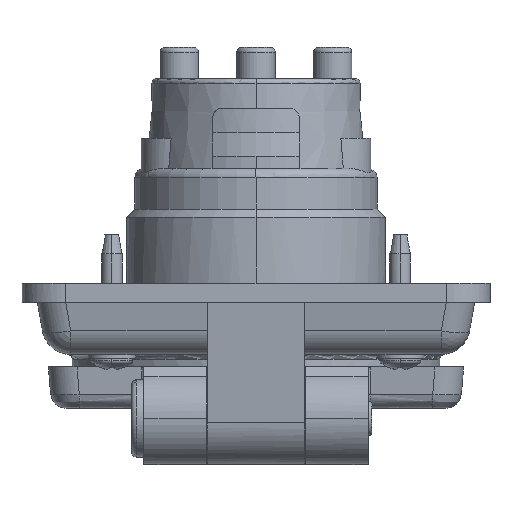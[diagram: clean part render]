
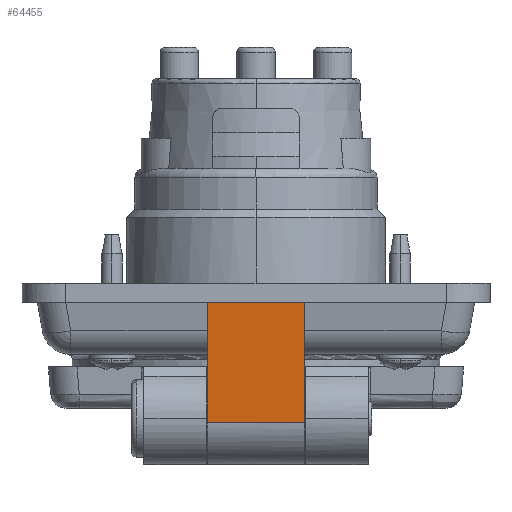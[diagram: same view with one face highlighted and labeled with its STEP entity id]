
A CAD part, front view. The second image highlights one B-rep face of the part: STEP entity #64455.
In plain terms, the highlighted planar face has unit normal (0, -0.996, -0.085).
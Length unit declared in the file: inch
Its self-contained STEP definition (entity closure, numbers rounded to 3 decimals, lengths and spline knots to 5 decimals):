
#851 = CARTESIAN_POINT ( 'NONE',  ( -0.316, -2.2815, 0.34 ) ) ;
#5308 = ORIENTED_EDGE ( 'NONE', *, *, #77691, .T. ) ;
#5498 = B_SPLINE_CURVE_WITH_KNOTS ( 'NONE', 3,
 ( #78497, #66921, #24051, #48350 ),
 .UNSPECIFIED., .F., .F.,
 ( 4, 4 ),
 ( 0., 1. ),
 .UNSPECIFIED. ) ;
#8187 = CARTESIAN_POINT ( 'NONE',  ( -0.316, -2.21466, -0.4406 ) ) ;
#12766 = CARTESIAN_POINT ( 'NONE',  ( 0.10533, -2.2815, 0.34 ) ) ;
#14064 = ORIENTED_EDGE ( 'NONE', *, *, #51562, .F. ) ;
#17451 = EDGE_CURVE ( 'NONE', #60764, #52226, #5498, .T. ) ;
#17987 = CARTESIAN_POINT ( 'NONE',  ( -0.316, -2.23694, -0.1804 ) ) ;
#21299 = ORIENTED_EDGE ( 'NONE', *, *, #44839, .T. ) ;
#22940 = CARTESIAN_POINT ( 'NONE',  ( 0.316, -2.21466, -0.4406 ) ) ;
#23329 = DIRECTION ( 'NONE',  ( 1., 0., 0. ) ) ;
#23926 = CARTESIAN_POINT ( 'NONE',  ( -0.316, -2.21466, -0.4406 ) ) ;
#24051 = CARTESIAN_POINT ( 'NONE',  ( 0.316, -2.23694, -0.1804 ) ) ;
#25890 = VERTEX_POINT ( 'NONE', #66086 ) ;
#27950 = CARTESIAN_POINT ( 'NONE',  ( 0.10533, -2.21466, -0.4406 ) ) ;
#29984 = CARTESIAN_POINT ( 'NONE',  ( 0.316, -2.21466, -0.4406 ) ) ;
#33713 = B_SPLINE_CURVE_WITH_KNOTS ( 'NONE', 3,
 ( #23926, #17987, #36273, #49013 ),
 .UNSPECIFIED., .F., .F.,
 ( 4, 4 ),
 ( 0., 1. ),
 .UNSPECIFIED. ) ;
#35341 = B_SPLINE_CURVE_WITH_KNOTS ( 'NONE', 3,
 ( #42974, #12766, #36983, #851 ),
 .UNSPECIFIED., .F., .F.,
 ( 4, 4 ),
 ( 0., 1. ),
 .UNSPECIFIED. ) ;
#36273 = CARTESIAN_POINT ( 'NONE',  ( -0.316, -2.25922, 0.0798 ) ) ;
#36983 = CARTESIAN_POINT ( 'NONE',  ( -0.10533, -2.2815, 0.34 ) ) ;
#37783 = CARTESIAN_POINT ( 'NONE',  ( 0.316, -2.2815, 0.34 ) ) ;
#39613 = AXIS2_PLACEMENT_3D ( 'NONE', #22940, #53583, #23329 ) ;
#42974 = CARTESIAN_POINT ( 'NONE',  ( 0.316, -2.2815, 0.34 ) ) ;
#43797 = CARTESIAN_POINT ( 'NONE',  ( -0.316, -2.21466, -0.4406 ) ) ;
#44839 = EDGE_CURVE ( 'NONE', #60764, #25890, #35341, .T. ) ;
#45291 = FACE_OUTER_BOUND ( 'NONE', #76773, .T. ) ;
#48218 = VERTEX_POINT ( 'NONE', #43797 ) ;
#48350 = CARTESIAN_POINT ( 'NONE',  ( 0.316, -2.21466, -0.4406 ) ) ;
#49013 = CARTESIAN_POINT ( 'NONE',  ( -0.316, -2.2815, 0.34 ) ) ;
#51562 = EDGE_CURVE ( 'NONE', #48218, #25890, #33713, .T. ) ;
#52226 = VERTEX_POINT ( 'NONE', #29984 ) ;
#53583 = DIRECTION ( 'NONE',  ( 0., -0.996, -0.085 ) ) ;
#58668 = ORIENTED_EDGE ( 'NONE', *, *, #17451, .F. ) ;
#60764 = VERTEX_POINT ( 'NONE', #37783 ) ;
#63092 = B_SPLINE_CURVE_WITH_KNOTS ( 'NONE', 3,
 ( #8187, #64169, #27950, #68477 ),
 .UNSPECIFIED., .F., .F.,
 ( 4, 4 ),
 ( 0., 1. ),
 .UNSPECIFIED. ) ;
#64169 = CARTESIAN_POINT ( 'NONE',  ( -0.10533, -2.21466, -0.4406 ) ) ;
#64455 = ADVANCED_FACE ( 'NONE', ( #45291 ), #69414, .T. ) ;
#66086 = CARTESIAN_POINT ( 'NONE',  ( -0.316, -2.2815, 0.34 ) ) ;
#66921 = CARTESIAN_POINT ( 'NONE',  ( 0.316, -2.25922, 0.0798 ) ) ;
#68477 = CARTESIAN_POINT ( 'NONE',  ( 0.316, -2.21466, -0.4406 ) ) ;
#69414 = PLANE ( 'NONE',  #39613 ) ;
#76773 = EDGE_LOOP ( 'NONE', ( #21299, #14064, #5308, #58668 ) ) ;
#77691 = EDGE_CURVE ( 'NONE', #48218, #52226, #63092, .T. ) ;
#78497 = CARTESIAN_POINT ( 'NONE',  ( 0.316, -2.2815, 0.34 ) ) ;
